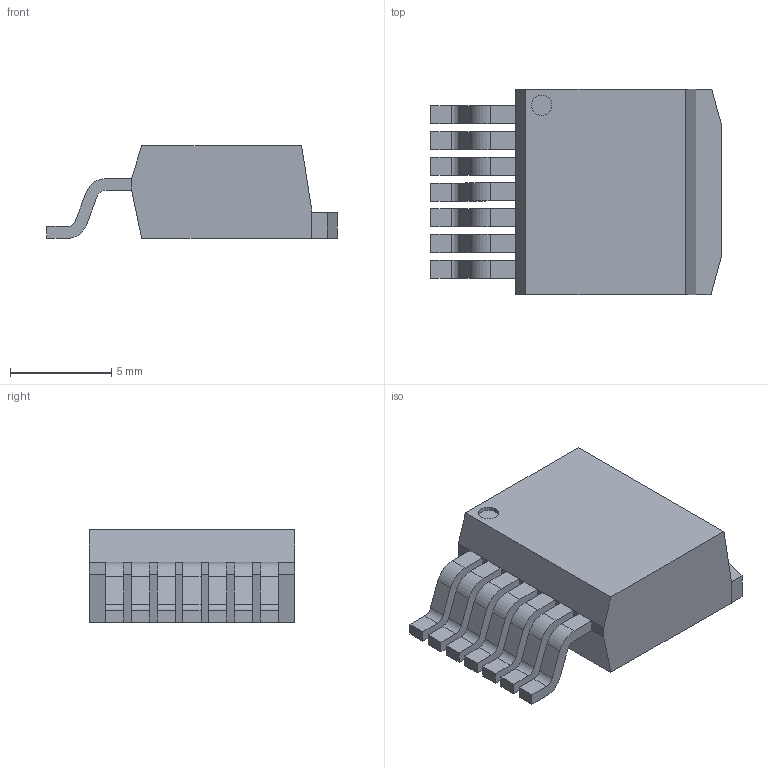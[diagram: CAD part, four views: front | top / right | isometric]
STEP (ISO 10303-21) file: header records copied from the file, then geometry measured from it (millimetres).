
FILE_DESCRIPTION((''),'2;1');
FILE_NAME('TO127P1410X464-8N-1030X1050.stp','2010-05-12T15:45:09',(''),(''),'Mechanical Desktop 2010','Mechanical Desktop 2010',', , ');
FILE_SCHEMA(('AUTOMOTIVE_DESIGN { 1 2 10303 214 1 1 1 1 }'));
Length unit declared in the file: millimetre
Products named in the file (1): Product
Bounding box: 14.36 x 10.16 x 4.57 mm (x, y, z)
Volume: 462.9 mm3; surface area: 592.3 mm2
Topology: 11 solids, 11 shells, 128 faces, 315 edges, 210 vertices
Faces by surface type: plane 96, cylinder 32
Entity records: 3812 total; most frequent: CARTESIAN_POINT 654, DIRECTION 637, ORIENTED_EDGE 630, EDGE_CURVE 315, VECTOR 251, LINE 251, VERTEX_POINT 210, AXIS2_PLACEMENT_3D 193
